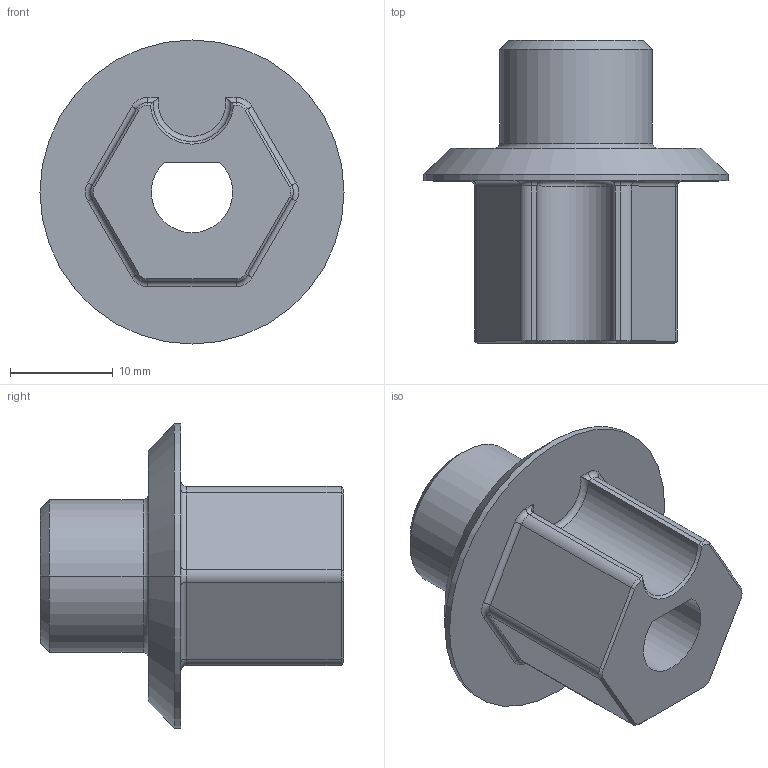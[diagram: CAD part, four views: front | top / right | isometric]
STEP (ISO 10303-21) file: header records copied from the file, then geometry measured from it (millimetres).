
FILE_DESCRIPTION((''),'2;1');
FILE_NAME('BLOWER_KEY','2019-10-15T09:47:35',('mparker'),(''),'CREO PARAMETRIC BY PTC INC, 2019080','CREO PARAMETRIC BY PTC INC, 2019080','');
FILE_SCHEMA(('CONFIG_CONTROL_DESIGN'));
Length unit declared in the file: inch
Products named in the file (1): BLOWER_KEY
Bounding box: 29.65 x 29.59 x 29.65 mm (x, y, z)
Volume: 6202.6 mm3; surface area: 3600.8 mm2
Topology: 1 solids, 1 shells, 61 faces, 135 edges, 78 vertices
Faces by surface type: plane 20, cylinder 19, cone 13, torus 9
Entity records: 1728 total; most frequent: DIRECTION 316, CARTESIAN_POINT 302, ORIENTED_EDGE 270, EDGE_CURVE 135, AXIS2_PLACEMENT_3D 124, VERTEX_POINT 78, VECTOR 68, LINE 68
